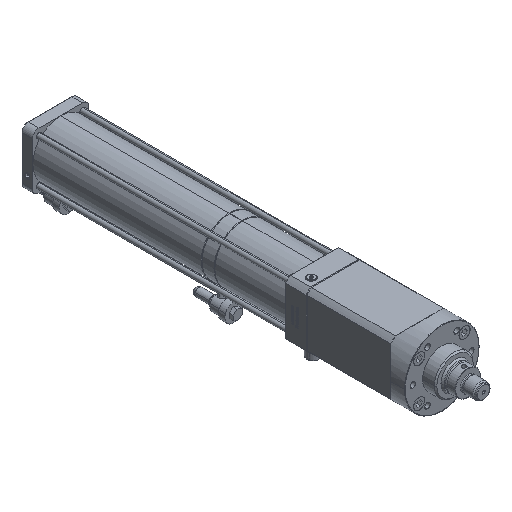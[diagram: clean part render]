
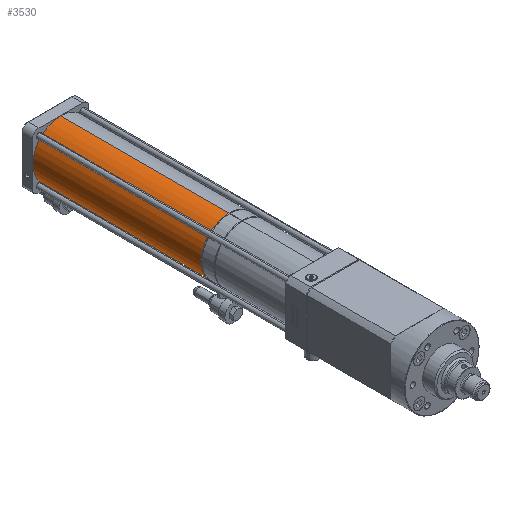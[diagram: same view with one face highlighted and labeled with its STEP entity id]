
A CAD part, isometric view. The second image highlights one B-rep face of the part: STEP entity #3530.
In plain terms, the highlighted cylindrical face has radius 43 mm (diameter 86 mm), a partial arc.
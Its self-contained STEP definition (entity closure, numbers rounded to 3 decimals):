
#1064 = VERTEX_POINT ( 'NONE', #24801 ) ;
#1475 = DIRECTION ( 'NONE',  ( 0., -1., 0. ) ) ;
#1729 = ORIENTED_EDGE ( 'NONE', *, *, #34304, .T. ) ;
#3530 = ADVANCED_FACE ( 'NONE', ( #19429 ), #10341, .T. ) ;
#4189 = VECTOR ( 'NONE', #29171, 1000. ) ;
#4692 = DIRECTION ( 'NONE',  ( 0., 1., 0. ) ) ;
#6076 = CIRCLE ( 'NONE', #12975, 43. ) ;
#6312 = ORIENTED_EDGE ( 'NONE', *, *, #24147, .T. ) ;
#10341 = CYLINDRICAL_SURFACE ( 'NONE', #31642, 43. ) ;
#10433 = DIRECTION ( 'NONE',  ( 0., -1., 0. ) ) ;
#10652 = CARTESIAN_POINT ( 'NONE',  ( 0., 588., 0. ) ) ;
#12975 = AXIS2_PLACEMENT_3D ( 'NONE', #20584, #4692, #13370 ) ;
#13113 = DIRECTION ( 'NONE',  ( 0., 0., -1. ) ) ;
#13307 = CARTESIAN_POINT ( 'NONE',  ( 0., 328.6, 0. ) ) ;
#13370 = DIRECTION ( 'NONE',  ( 0., 0., 1. ) ) ;
#13444 = CIRCLE ( 'NONE', #18776, 43. ) ;
#14598 = VERTEX_POINT ( 'NONE', #26465 ) ;
#18088 = EDGE_LOOP ( 'NONE', ( #22205, #21927, #1729, #6312 ) ) ;
#18160 = VECTOR ( 'NONE', #1475, 1000. ) ;
#18274 = LINE ( 'NONE', #23873, #4189 ) ;
#18776 = AXIS2_PLACEMENT_3D ( 'NONE', #13307, #29086, #31514 ) ;
#19429 = FACE_OUTER_BOUND ( 'NONE', #18088, .T. ) ;
#19606 = CARTESIAN_POINT ( 'NONE',  ( 0., 588., -43. ) ) ;
#20232 = CARTESIAN_POINT ( 'NONE',  ( 0., 588., -43. ) ) ;
#20584 = CARTESIAN_POINT ( 'NONE',  ( 0., 588., 0. ) ) ;
#21796 = CARTESIAN_POINT ( 'NONE',  ( 0., 588., 43. ) ) ;
#21927 = ORIENTED_EDGE ( 'NONE', *, *, #33330, .F. ) ;
#22205 = ORIENTED_EDGE ( 'NONE', *, *, #25651, .F. ) ;
#23535 = LINE ( 'NONE', #20232, #18160 ) ;
#23873 = CARTESIAN_POINT ( 'NONE',  ( 0., 588., 43. ) ) ;
#24147 = EDGE_CURVE ( 'NONE', #1064, #14598, #13444, .T. ) ;
#24801 = CARTESIAN_POINT ( 'NONE',  ( 0., 328.6, -43. ) ) ;
#25651 = EDGE_CURVE ( 'NONE', #33762, #14598, #18274, .T. ) ;
#26465 = CARTESIAN_POINT ( 'NONE',  ( 0., 328.6, 43. ) ) ;
#29086 = DIRECTION ( 'NONE',  ( 0., 1., 0. ) ) ;
#29171 = DIRECTION ( 'NONE',  ( 0., -1., 0. ) ) ;
#30642 = VERTEX_POINT ( 'NONE', #19606 ) ;
#31514 = DIRECTION ( 'NONE',  ( 0., 0., 1. ) ) ;
#31642 = AXIS2_PLACEMENT_3D ( 'NONE', #10652, #10433, #13113 ) ;
#33330 = EDGE_CURVE ( 'NONE', #30642, #33762, #6076, .T. ) ;
#33762 = VERTEX_POINT ( 'NONE', #21796 ) ;
#34304 = EDGE_CURVE ( 'NONE', #30642, #1064, #23535, .T. ) ;
